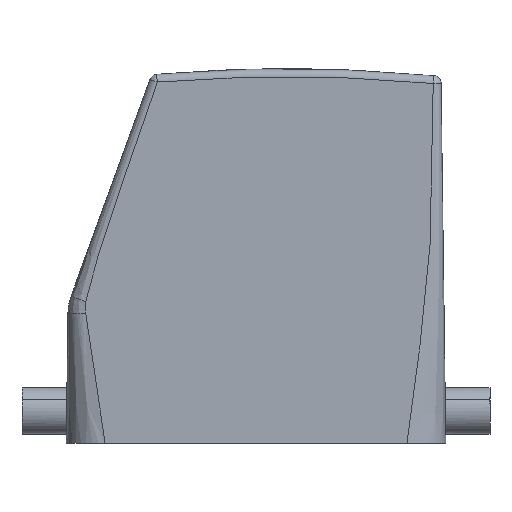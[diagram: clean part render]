
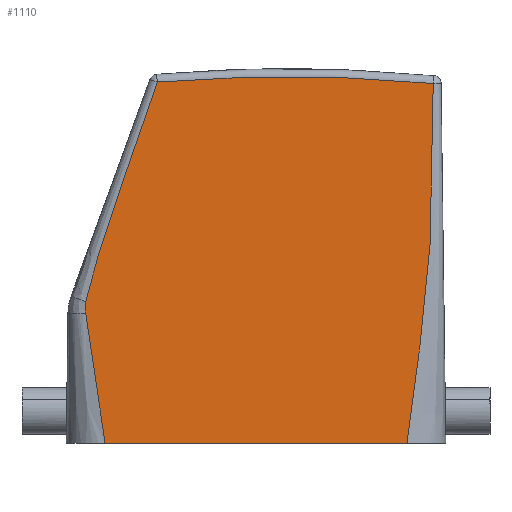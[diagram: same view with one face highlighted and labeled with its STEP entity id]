
A CAD part, left-side view. The second image highlights one B-rep face of the part: STEP entity #1110.
In plain terms, the highlighted planar face has unit normal (-1, 0, 0).
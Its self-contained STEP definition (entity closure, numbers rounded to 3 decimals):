
#825=AXIS2_PLACEMENT_3D('Circle Axis2P3D',#823,#824,$) ;
#1035=AXIS2_PLACEMENT_3D('Plane Axis2P3D',#1032,#1033,#1034) ;
#188=CARTESIAN_POINT('Vertex',(0.,63.985,69.452)) ;
#536=CARTESIAN_POINT('Control Point',(0.,63.985,69.452)) ;
#537=CARTESIAN_POINT('Control Point',(0.,64.667,67.538)) ;
#538=CARTESIAN_POINT('Control Point',(0.,65.339,65.641)) ;
#539=CARTESIAN_POINT('Control Point',(0.,65.994,63.782)) ;
#540=CARTESIAN_POINT('Control Point',(0.,67.26,60.162)) ;
#541=CARTESIAN_POINT('Control Point',(0.,68.514,56.54)) ;
#542=CARTESIAN_POINT('Control Point',(0.,69.099,54.843)) ;
#543=CARTESIAN_POINT('Control Point',(0.,70.264,51.447)) ;
#544=CARTESIAN_POINT('Control Point',(0.,71.421,48.051)) ;
#545=CARTESIAN_POINT('Control Point',(0.,71.996,46.353)) ;
#546=CARTESIAN_POINT('Control Point',(0.,72.978,43.435)) ;
#547=CARTESIAN_POINT('Control Point',(0.,73.942,40.513)) ;
#548=CARTESIAN_POINT('Control Point',(0.,74.315,39.371)) ;
#549=CARTESIAN_POINT('Control Point',(0.,75.311,36.235)) ;
#550=CARTESIAN_POINT('Control Point',(0.,76.238,33.079)) ;
#551=CARTESIAN_POINT('Control Point',(0.,76.77,31.147)) ;
#552=CARTESIAN_POINT('Control Point',(0.,77.268,29.206)) ;
#553=CARTESIAN_POINT('Control Point',(0.,77.735,27.257)) ;
#554=CARTESIAN_POINT('Vertex',(0.,77.735,27.257)) ;
#820=CARTESIAN_POINT('Vertex',(0.,10.921,69.176)) ;
#823=CARTESIAN_POINT('Axis2P3D Location',(0.,39.,-228.)) ;
#1032=CARTESIAN_POINT('Axis2P3D Location',(0.,6.967,-30.8)) ;
#1038=CARTESIAN_POINT('Control Point',(0.,77.735,27.257)) ;
#1039=CARTESIAN_POINT('Control Point',(0.,77.822,26.799)) ;
#1040=CARTESIAN_POINT('Control Point',(0.,77.867,26.333)) ;
#1041=CARTESIAN_POINT('Control Point',(0.,77.87,25.865)) ;
#1042=CARTESIAN_POINT('Control Point',(0.,77.828,25.403)) ;
#1043=CARTESIAN_POINT('Control Point',(0.,77.743,24.955)) ;
#1044=CARTESIAN_POINT('Vertex',(0.,77.743,24.955)) ;
#1048=CARTESIAN_POINT('Control Point',(0.,77.743,24.955)) ;
#1049=CARTESIAN_POINT('Control Point',(0.,77.326,21.512)) ;
#1050=CARTESIAN_POINT('Control Point',(0.,76.835,18.072)) ;
#1051=CARTESIAN_POINT('Control Point',(0.,76.298,14.68)) ;
#1052=CARTESIAN_POINT('Control Point',(0.,75.662,10.725)) ;
#1053=CARTESIAN_POINT('Control Point',(0.,75.041,6.763)) ;
#1054=CARTESIAN_POINT('Control Point',(0.,74.975,6.341)) ;
#1055=CARTESIAN_POINT('Control Point',(0.,74.817,5.324)) ;
#1056=CARTESIAN_POINT('Control Point',(0.,74.662,4.312)) ;
#1057=CARTESIAN_POINT('Control Point',(0.,74.586,3.818)) ;
#1058=CARTESIAN_POINT('Control Point',(0.,74.425,2.758)) ;
#1059=CARTESIAN_POINT('Control Point',(0.,74.267,1.7)) ;
#1060=CARTESIAN_POINT('Control Point',(0.,74.182,1.135)) ;
#1061=CARTESIAN_POINT('Control Point',(0.,74.099,0.568)) ;
#1062=CARTESIAN_POINT('Control Point',(0.,74.015,0.)) ;
#1063=CARTESIAN_POINT('Vertex',(0.,74.015,0.)) ;
#1066=CARTESIAN_POINT('Line Origine',(0.,45.001,0.)) ;
#1070=CARTESIAN_POINT('Vertex',(0.,15.987,0.)) ;
#1074=CARTESIAN_POINT('Control Point',(0.,10.921,69.176)) ;
#1075=CARTESIAN_POINT('Control Point',(0.,10.919,67.615)) ;
#1076=CARTESIAN_POINT('Control Point',(0.,10.92,66.054)) ;
#1077=CARTESIAN_POINT('Control Point',(0.,10.924,64.492)) ;
#1078=CARTESIAN_POINT('Control Point',(0.,10.935,62.229)) ;
#1079=CARTESIAN_POINT('Control Point',(0.,10.953,59.967)) ;
#1080=CARTESIAN_POINT('Control Point',(0.,10.959,59.244)) ;
#1081=CARTESIAN_POINT('Control Point',(0.,10.984,56.528)) ;
#1082=CARTESIAN_POINT('Control Point',(0.,11.018,53.811)) ;
#1083=CARTESIAN_POINT('Control Point',(0.,11.05,51.697)) ;
#1084=CARTESIAN_POINT('Control Point',(0.,11.094,49.267)) ;
#1085=CARTESIAN_POINT('Control Point',(0.,11.158,46.849)) ;
#1086=CARTESIAN_POINT('Control Point',(0.,11.17,46.433)) ;
#1087=CARTESIAN_POINT('Control Point',(0.,11.345,40.487)) ;
#1088=CARTESIAN_POINT('Control Point',(0.,11.666,34.543)) ;
#1089=CARTESIAN_POINT('Control Point',(0.,12.194,29.003)) ;
#1090=CARTESIAN_POINT('Control Point',(0.,13.111,21.358)) ;
#1091=CARTESIAN_POINT('Control Point',(0.,14.14,13.726)) ;
#1092=CARTESIAN_POINT('Control Point',(0.,14.43,11.601)) ;
#1093=CARTESIAN_POINT('Control Point',(0.,14.78,9.039)) ;
#1094=CARTESIAN_POINT('Control Point',(0.,15.127,6.477)) ;
#1095=CARTESIAN_POINT('Control Point',(0.,15.186,6.04)) ;
#1096=CARTESIAN_POINT('Control Point',(0.,15.385,4.564)) ;
#1097=CARTESIAN_POINT('Control Point',(0.,15.581,3.091)) ;
#1098=CARTESIAN_POINT('Control Point',(0.,15.717,2.06)) ;
#1099=CARTESIAN_POINT('Control Point',(0.,15.852,1.031)) ;
#1100=CARTESIAN_POINT('Control Point',(0.,15.987,0.)) ;
#824=DIRECTION('Axis2P3D Direction',(-1.,0.,0.)) ;
#1033=DIRECTION('Axis2P3D Direction',(-1.,0.,0.)) ;
#1034=DIRECTION('Axis2P3D XDirection',(0.,-0.17,0.985)) ;
#1067=DIRECTION('Vector Direction',(0.,-1.,0.)) ;
#1068=VECTOR('Line Direction',#1067,1.) ;
#1103=ORIENTED_EDGE('',*,*,#556,.F.) ;
#1104=ORIENTED_EDGE('',*,*,#1046,.F.) ;
#1105=ORIENTED_EDGE('',*,*,#1065,.F.) ;
#1106=ORIENTED_EDGE('',*,*,#1072,.T.) ;
#1107=ORIENTED_EDGE('',*,*,#1101,.T.) ;
#1108=ORIENTED_EDGE('',*,*,#827,.T.) ;
#1110=ADVANCED_FACE('Housing',(#1109),#1036,.T.) ;
#535=B_SPLINE_CURVE_WITH_KNOTS('',5,(#536,#537,#538,#539,#540,#541,#542,#543,#544,#545,#546,#547,#548,#549,#550,#551,#552,#553),.UNSPECIFIED.,.F.,.U.,(6,3,3,3,3,6),(46.846,56.964,65.89,74.816,81.222,91.225),.UNSPECIFIED.) ;
#1037=B_SPLINE_CURVE_WITH_KNOTS('',5,(#1038,#1039,#1040,#1041,#1042,#1043),.UNSPECIFIED.,.F.,.U.,(6,6),(0.,3.276),.UNSPECIFIED.) ;
#1047=B_SPLINE_CURVE_WITH_KNOTS('',5,(#1048,#1049,#1050,#1051,#1052,#1053,#1054,#1055,#1056,#1057,#1058,#1059,#1060,#1061,#1062),.UNSPECIFIED.,.F.,.U.,(6,3,3,3,6),(0.,24.507,28.211,31.774,35.859),.UNSPECIFIED.) ;
#1073=B_SPLINE_CURVE_WITH_KNOTS('',5,(#1074,#1075,#1076,#1077,#1078,#1079,#1080,#1081,#1082,#1083,#1084,#1085,#1086,#1087,#1088,#1089,#1090,#1091,#1092,#1093,#1094,#1095,#1096,#1097,#1098,#1099,#1100),.UNSPECIFIED.,.F.,.U.,(6,3,3,3,3,3,3,3,6),(0.,11.056,16.021,30.291,33.14,72.412,87.57,90.689,98.087),.UNSPECIFIED.) ;
#826=CIRCLE('generated circle',#825,298.5) ;
#556=EDGE_CURVE('',#555,#189,#535,.F.) ;
#827=EDGE_CURVE('',#821,#189,#826,.T.) ;
#1046=EDGE_CURVE('',#1045,#555,#1037,.F.) ;
#1065=EDGE_CURVE('',#1064,#1045,#1047,.F.) ;
#1072=EDGE_CURVE('',#1064,#1071,#1069,.T.) ;
#1101=EDGE_CURVE('',#1071,#821,#1073,.F.) ;
#1102=EDGE_LOOP('',(#1103,#1104,#1105,#1106,#1107,#1108)) ;
#1109=FACE_OUTER_BOUND('',#1102,.T.) ;
#1069=LINE('Line',#1066,#1068) ;
#1036=PLANE('',#1035) ;
#189=VERTEX_POINT('',#188) ;
#555=VERTEX_POINT('',#554) ;
#821=VERTEX_POINT('',#820) ;
#1045=VERTEX_POINT('',#1044) ;
#1064=VERTEX_POINT('',#1063) ;
#1071=VERTEX_POINT('',#1070) ;
